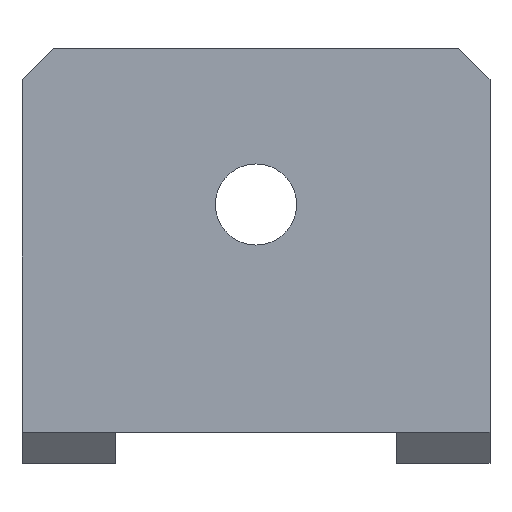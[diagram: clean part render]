
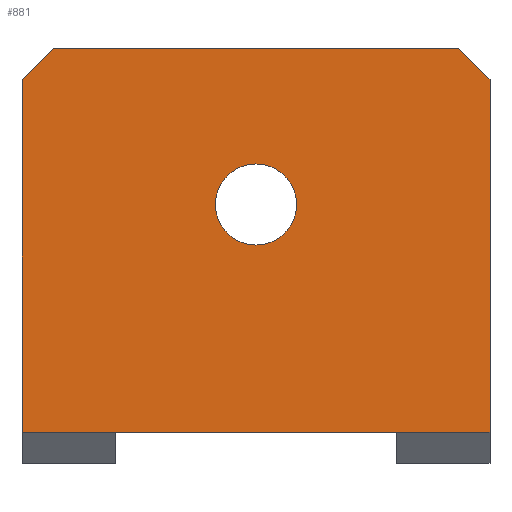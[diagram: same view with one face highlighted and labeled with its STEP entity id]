
A CAD part, front view. The second image highlights one B-rep face of the part: STEP entity #881.
In plain terms, the highlighted planar face has unit normal (0, -1, 0).
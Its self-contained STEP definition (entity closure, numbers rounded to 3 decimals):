
#47=FACE_BOUND('',#148,.T.);
#54=CIRCLE('',#951,2.6);
#99=FACE_OUTER_BOUND('',#147,.T.);
#147=EDGE_LOOP('',(#793,#794,#795,#796,#797,#798));
#148=EDGE_LOOP('',(#799));
#164=LINE('',#1200,#261);
#230=LINE('',#1718,#327);
#233=LINE('',#1723,#330);
#235=LINE('',#1727,#332);
#237=LINE('',#1730,#334);
#238=LINE('',#1732,#335);
#261=VECTOR('',#974,10.);
#327=VECTOR('',#1110,10.);
#330=VECTOR('',#1115,10.);
#332=VECTOR('',#1119,10.);
#334=VECTOR('',#1123,10.);
#335=VECTOR('',#1126,10.);
#357=VERTEX_POINT('',#1197);
#358=VERTEX_POINT('',#1199);
#417=VERTEX_POINT('',#1715);
#418=VERTEX_POINT('',#1717);
#419=VERTEX_POINT('',#1721);
#420=VERTEX_POINT('',#1725);
#424=VERTEX_POINT('',#1756);
#440=EDGE_CURVE('',#357,#358,#164,.T.);
#529=EDGE_CURVE('',#417,#418,#230,.T.);
#532=EDGE_CURVE('',#419,#417,#233,.T.);
#534=EDGE_CURVE('',#420,#419,#235,.T.);
#536=EDGE_CURVE('',#358,#420,#237,.T.);
#537=EDGE_CURVE('',#418,#357,#238,.T.);
#548=EDGE_CURVE('',#424,#424,#54,.T.);
#793=ORIENTED_EDGE('',*,*,#534,.F.);
#794=ORIENTED_EDGE('',*,*,#536,.F.);
#795=ORIENTED_EDGE('',*,*,#440,.F.);
#796=ORIENTED_EDGE('',*,*,#537,.F.);
#797=ORIENTED_EDGE('',*,*,#529,.F.);
#798=ORIENTED_EDGE('',*,*,#532,.F.);
#799=ORIENTED_EDGE('',*,*,#548,.T.);
#836=PLANE('',#952);
#881=ADVANCED_FACE('',(#99,#47),#836,.F.);
#951=AXIS2_PLACEMENT_3D('',#1757,#1161,#1162);
#952=AXIS2_PLACEMENT_3D('',#1759,#1164,#1165);
#974=DIRECTION('',(-1.,0.,0.));
#1110=DIRECTION('',(0.707,0.,-0.707));
#1115=DIRECTION('',(1.,0.,0.));
#1119=DIRECTION('',(0.707,0.,0.707));
#1123=DIRECTION('',(0.,0.,1.));
#1126=DIRECTION('',(0.,0.,-1.));
#1161=DIRECTION('center_axis',(0.,1.,0.));
#1162=DIRECTION('ref_axis',(-1.,0.,0.));
#1164=DIRECTION('center_axis',(0.,1.,0.));
#1165=DIRECTION('ref_axis',(-1.,0.,0.));
#1197=CARTESIAN_POINT('',(184.102,225.448,580.));
#1199=CARTESIAN_POINT('',(154.102,225.448,580.));
#1200=CARTESIAN_POINT('',(184.102,225.448,580.));
#1715=CARTESIAN_POINT('',(182.102,225.448,604.6));
#1717=CARTESIAN_POINT('',(184.102,225.448,602.6));
#1718=CARTESIAN_POINT('',(182.427,225.448,604.275));
#1721=CARTESIAN_POINT('',(156.102,225.448,604.6));
#1723=CARTESIAN_POINT('',(154.102,225.448,604.6));
#1725=CARTESIAN_POINT('',(154.102,225.448,602.6));
#1727=CARTESIAN_POINT('',(155.777,225.448,604.275));
#1730=CARTESIAN_POINT('',(154.102,225.448,580.));
#1732=CARTESIAN_POINT('',(184.102,225.448,604.6));
#1756=CARTESIAN_POINT('',(171.702,225.448,594.6));
#1757=CARTESIAN_POINT('Origin',(169.102,225.448,594.6));
#1759=CARTESIAN_POINT('Origin',(169.102,225.448,592.3));
